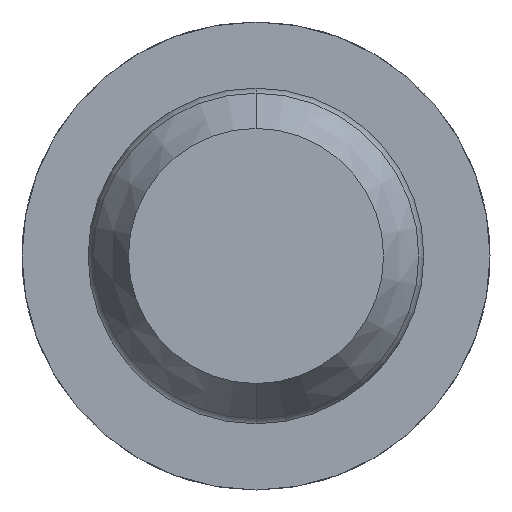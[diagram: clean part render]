
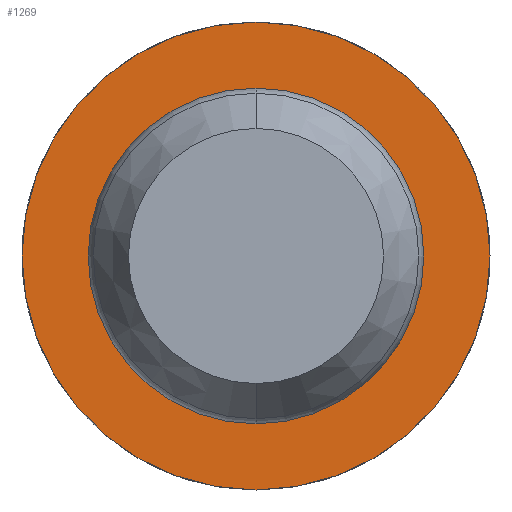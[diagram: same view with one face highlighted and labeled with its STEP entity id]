
A CAD part, front view. The second image highlights one B-rep face of the part: STEP entity #1269.
In plain terms, the highlighted planar face has unit normal (0, -1, 0).
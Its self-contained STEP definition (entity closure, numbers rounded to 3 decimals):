
#55 = DIRECTION ( 'NONE',  ( 0., 1., 0. ) ) ;
#142 = CIRCLE ( 'NONE', #2077, 0.825 ) ;
#243 = AXIS2_PLACEMENT_3D ( 'NONE', #688, #2856, #673 ) ;
#372 = VERTEX_POINT ( 'NONE', #1622 ) ;
#448 = DIRECTION ( 'NONE',  ( 0., 1., 0. ) ) ;
#538 = VERTEX_POINT ( 'NONE', #2028 ) ;
#673 = DIRECTION ( 'NONE',  ( 0., 0., 1. ) ) ;
#688 = CARTESIAN_POINT ( 'NONE',  ( 0., -10., 0. ) ) ;
#723 = DIRECTION ( 'NONE',  ( 0., 0., 1. ) ) ;
#1173 = ORIENTED_EDGE ( 'NONE', *, *, #2049, .T. ) ;
#1223 = CARTESIAN_POINT ( 'NONE',  ( 0., -10., 0. ) ) ;
#1269 = ADVANCED_FACE ( 'Defeature ausgef�hrt2_7', ( #2481, #3440 ), #1531, .F. ) ;
#1396 = VERTEX_POINT ( 'NONE', #1640 ) ;
#1405 = EDGE_LOOP ( 'NONE', ( #3161, #1173 ) ) ;
#1531 = PLANE ( 'NONE',  #2395 ) ;
#1562 = DIRECTION ( 'NONE',  ( 0., 0., 1. ) ) ;
#1582 = DIRECTION ( 'NONE',  ( 0., 0., 1. ) ) ;
#1583 = EDGE_CURVE ( 'Defeature ausgef�hrt2_7+Defeature ausgef�hrt2_8+Defeature ausgef�hrt2_8+Defeature ausgef�hrt2_8', #372, #1396, #142, .T. ) ;
#1622 = CARTESIAN_POINT ( 'NONE',  ( 0., -10., 0.825 ) ) ;
#1640 = CARTESIAN_POINT ( 'NONE',  ( 0., -10., -0.825 ) ) ;
#1641 = CIRCLE ( 'NONE', #4230, 0.825 ) ;
#1673 = ORIENTED_EDGE ( 'NONE', *, *, #2009, .F. ) ;
#1879 = CARTESIAN_POINT ( 'NONE',  ( 1.15, -10., 0. ) ) ;
#1941 = EDGE_CURVE ( 'Defeature ausgef�hrt2_4+Defeature ausgef�hrt2_7+Defeature ausgef�hrt2_7+Defeature ausgef�hrt2_7', #538, #4526, #3749, .T. ) ;
#2009 = EDGE_CURVE ( 'Defeature ausgef�hrt2_4+Defeature ausgef�hrt2_7+Defeature ausgef�hrt2_7+Defeature ausgef�hrt2_7', #4526, #538, #2156, .T. ) ;
#2028 = CARTESIAN_POINT ( 'NONE',  ( 0., -10., 1.15 ) ) ;
#2049 = EDGE_CURVE ( 'Defeature ausgef�hrt2_7+Defeature ausgef�hrt2_8+Defeature ausgef�hrt2_8+Defeature ausgef�hrt2_8', #1396, #372, #1641, .T. ) ;
#2077 = AXIS2_PLACEMENT_3D ( 'NONE', #3977, #55, #723 ) ;
#2156 = CIRCLE ( 'NONE', #3733, 1.15 ) ;
#2183 = ORIENTED_EDGE ( 'NONE', *, *, #1941, .F. ) ;
#2186 = CARTESIAN_POINT ( 'NONE',  ( 0., -10., -1.15 ) ) ;
#2395 = AXIS2_PLACEMENT_3D ( 'NONE', #1879, #448, #2994 ) ;
#2481 = FACE_OUTER_BOUND ( 'NONE', #3099, .T. ) ;
#2730 = CARTESIAN_POINT ( 'NONE',  ( 0., -10., 0. ) ) ;
#2856 = DIRECTION ( 'NONE',  ( 0., 1., 0. ) ) ;
#2994 = DIRECTION ( 'NONE',  ( 0., 0., 1. ) ) ;
#3099 = EDGE_LOOP ( 'NONE', ( #2183, #1673 ) ) ;
#3161 = ORIENTED_EDGE ( 'NONE', *, *, #1583, .T. ) ;
#3440 = FACE_BOUND ( 'NONE', #1405, .T. ) ;
#3733 = AXIS2_PLACEMENT_3D ( 'NONE', #2730, #4502, #1562 ) ;
#3749 = CIRCLE ( 'NONE', #243, 1.15 ) ;
#3754 = DIRECTION ( 'NONE',  ( 0., 1., 0. ) ) ;
#3977 = CARTESIAN_POINT ( 'NONE',  ( 0., -10., 0. ) ) ;
#4230 = AXIS2_PLACEMENT_3D ( 'NONE', #1223, #3754, #1582 ) ;
#4502 = DIRECTION ( 'NONE',  ( 0., 1., 0. ) ) ;
#4526 = VERTEX_POINT ( 'NONE', #2186 ) ;
